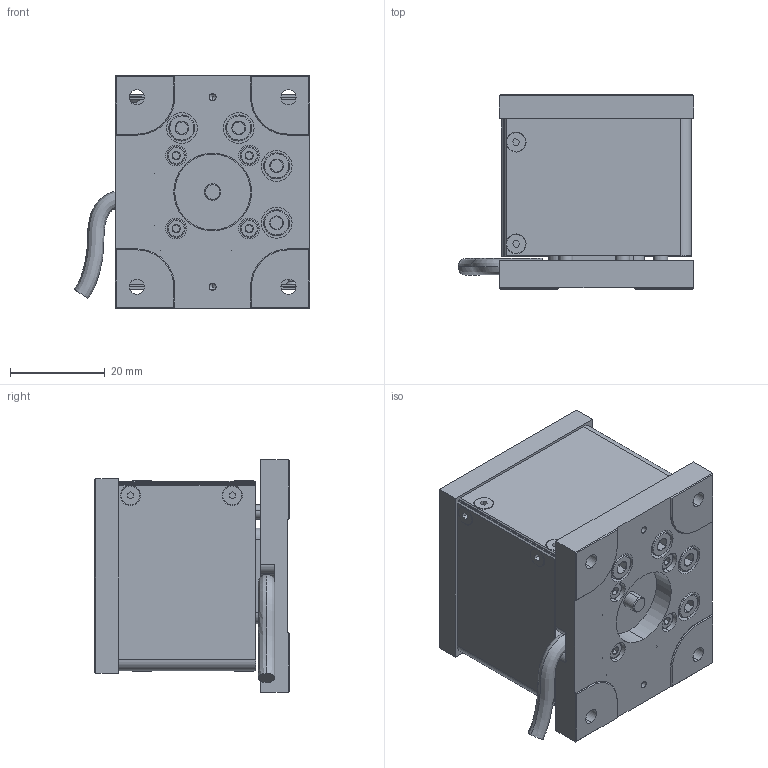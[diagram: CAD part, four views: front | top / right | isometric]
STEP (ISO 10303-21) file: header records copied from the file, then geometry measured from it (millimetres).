
FILE_DESCRIPTION (( 'STEP AP214' ), '1' );
FILE_NAME ('ES-50-1101X.STEP', '2023-03-01T19:08:15', ( '' ), ( '' ), 'SwSTEP 2.0', 'SolidWorks 2020', '' );
FILE_SCHEMA (( 'AUTOMOTIVE_DESIGN' ));
Length unit declared in the file: millimetre
Products named in the file (12): 430129-B Top Plate.STEP; Screw, SHCS-S, M-DIN_M3 x 0.5 x 06mm.STEP; Z leadscrew.STEP; ES-50-1101X; 430128-A Base plate.STEP; Set Screw, Cup-H, M-DIN_M2.0 x 0.4 x 03mm.STEP; 130005 Motor S8-NC.STEP; Z cable.STEP; 430135-A Side cover 10mm.STEP; Screw, SHCS-F, M-DIN_M2 x 0.4 x 05mm.STEP; Screw, SHCS-S, M-DIN_M2 x 0.4 x 04mm.STEP; Screw, SHCS-S, M-DIN_M2.5 x 0.45 x 05mm.STEP
Assembly tree (29 placements, depth 2):
  ES-50-1101X
    Screw, SHCS-S, M-DIN_M2 x 0.4 x 04mm.STEP  x4
    430129-B Top Plate.STEP
    Screw, SHCS-S, M-DIN_M3 x 0.5 x 06mm.STEP  x4
    130005 Motor S8-NC.STEP
    Screw, SHCS-S, M-DIN_M2.5 x 0.45 x 05mm.STEP  x4
    430135-A Side cover 10mm.STEP  x2
    Screw, SHCS-F, M-DIN_M2 x 0.4 x 05mm.STEP  x8
    430128-A Base plate.STEP
    Set Screw, Cup-H, M-DIN_M2.0 x 0.4 x 03mm.STEP  x2
    Z leadscrew.STEP
    Z cable.STEP
Bounding box: 49.71 x 41 x 49 mm (x, y, z)
Volume: 31265.7 mm3; surface area: 27167.3 mm2
Topology: 29 solids, 29 shells, 1717 faces, 3686 edges, 2050 vertices
Faces by surface type: cylinder 657, plane 416, torus 408, cone 226, sphere 8, bspline 2
Entity records: 38418 total; most frequent: CARTESIAN_POINT 8007, DIRECTION 6757, ORIENTED_EDGE 5496, AXIS2_PLACEMENT_3D 2829, EDGE_CURVE 2748, VERTEX_POINT 1551, CIRCLE 1525, EDGE_LOOP 1407
